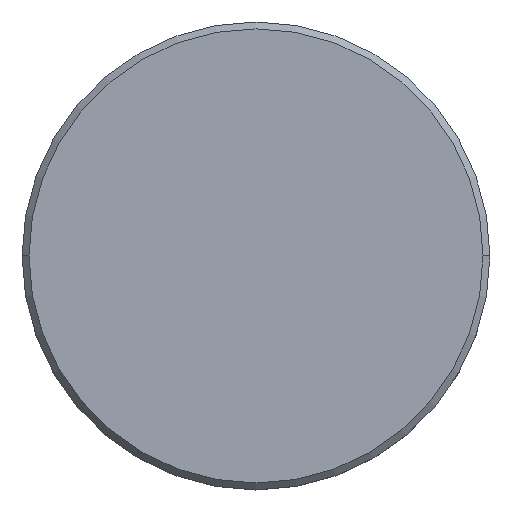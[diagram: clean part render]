
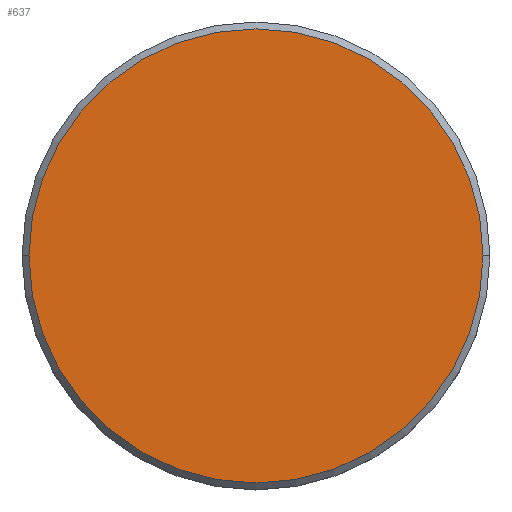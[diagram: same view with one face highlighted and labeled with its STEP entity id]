
A CAD part, top view. The second image highlights one B-rep face of the part: STEP entity #637.
In plain terms, the highlighted planar face has unit normal (0, 0, 1).
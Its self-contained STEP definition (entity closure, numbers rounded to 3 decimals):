
#11 = DIRECTION ( 'NONE',  ( 0., 0., 1. ) ) ;
#22 = AXIS2_PLACEMENT_3D ( 'NONE', #735, #80, #283 ) ;
#80 = DIRECTION ( 'NONE',  ( 0., 0., 1. ) ) ;
#91 = CIRCLE ( 'NONE', #22, 16.5 ) ;
#122 = CARTESIAN_POINT ( 'NONE',  ( 16.5, 0., 0. ) ) ;
#174 = FACE_OUTER_BOUND ( 'NONE', #758, .T. ) ;
#266 = DIRECTION ( 'NONE',  ( 1., 0., 0. ) ) ;
#283 = DIRECTION ( 'NONE',  ( 1., 0., 0. ) ) ;
#354 = AXIS2_PLACEMENT_3D ( 'NONE', #677, #481, #845 ) ;
#375 = VERTEX_POINT ( 'NONE', #122 ) ;
#382 = ORIENTED_EDGE ( 'NONE', *, *, #1161, .T. ) ;
#481 = DIRECTION ( 'NONE',  ( 0., 0., 1. ) ) ;
#637 = ADVANCED_FACE ( 'NONE', ( #174 ), #1082, .T. ) ;
#638 = VERTEX_POINT ( 'NONE', #997 ) ;
#669 = CIRCLE ( 'NONE', #354, 16.5 ) ;
#677 = CARTESIAN_POINT ( 'NONE',  ( 0., 0., 0. ) ) ;
#735 = CARTESIAN_POINT ( 'NONE',  ( 0., 0., 0. ) ) ;
#758 = EDGE_LOOP ( 'NONE', ( #382, #1156 ) ) ;
#845 = DIRECTION ( 'NONE',  ( 1., 0., 0. ) ) ;
#938 = AXIS2_PLACEMENT_3D ( 'NONE', #1093, #11, #266 ) ;
#997 = CARTESIAN_POINT ( 'NONE',  ( -16.5, 0., 0. ) ) ;
#1059 = EDGE_CURVE ( 'NONE', #375, #638, #91, .T. ) ;
#1082 = PLANE ( 'NONE',  #938 ) ;
#1093 = CARTESIAN_POINT ( 'NONE',  ( 0., 0., 0. ) ) ;
#1156 = ORIENTED_EDGE ( 'NONE', *, *, #1059, .T. ) ;
#1161 = EDGE_CURVE ( 'NONE', #638, #375, #669, .T. ) ;
